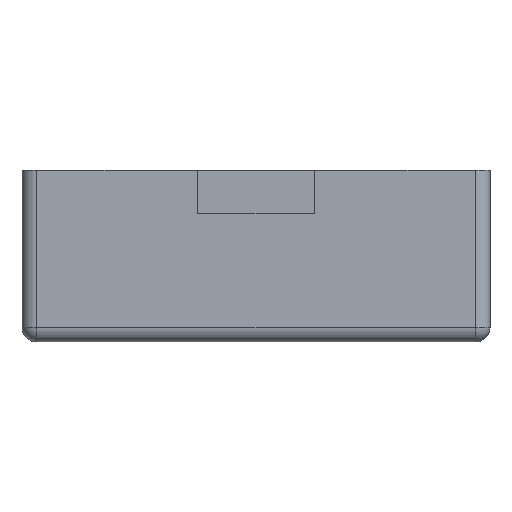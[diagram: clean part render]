
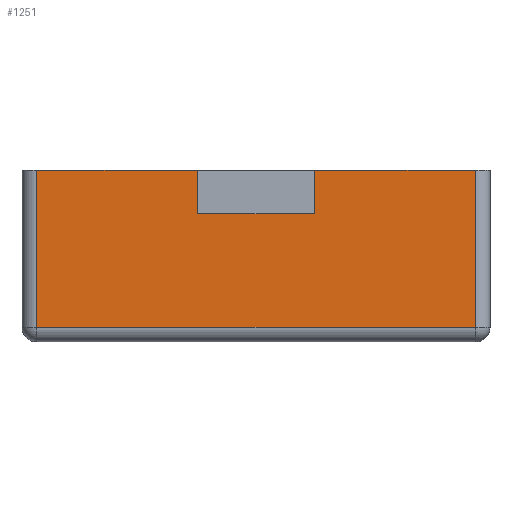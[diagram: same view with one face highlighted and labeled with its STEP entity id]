
A CAD part, front view. The second image highlights one B-rep face of the part: STEP entity #1251.
In plain terms, the highlighted planar face has unit normal (0, -1, 0).
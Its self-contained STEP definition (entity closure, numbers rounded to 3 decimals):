
#79=FACE_OUTER_BOUND('',#152,.T.);
#152=EDGE_LOOP('',(#871,#872,#873,#874,#875,#876,#877,#878));
#249=LINE('',#1839,#405);
#252=LINE('',#1845,#408);
#255=LINE('',#1851,#411);
#257=LINE('',#1855,#413);
#258=LINE('',#1857,#414);
#259=LINE('',#1859,#415);
#260=LINE('',#1861,#416);
#261=LINE('',#1862,#417);
#405=VECTOR('',#1470,10.);
#408=VECTOR('',#1475,10.);
#411=VECTOR('',#1480,10.);
#413=VECTOR('',#1484,10.);
#414=VECTOR('',#1485,10.);
#415=VECTOR('',#1486,10.);
#416=VECTOR('',#1487,10.);
#417=VECTOR('',#1488,10.);
#565=VERTEX_POINT('',#1836);
#566=VERTEX_POINT('',#1838);
#568=VERTEX_POINT('',#1844);
#570=VERTEX_POINT('',#1850);
#571=VERTEX_POINT('',#1854);
#572=VERTEX_POINT('',#1856);
#573=VERTEX_POINT('',#1858);
#574=VERTEX_POINT('',#1860);
#681=EDGE_CURVE('',#566,#565,#249,.T.);
#684=EDGE_CURVE('',#568,#566,#252,.T.);
#687=EDGE_CURVE('',#570,#568,#255,.T.);
#689=EDGE_CURVE('',#565,#571,#257,.T.);
#690=EDGE_CURVE('',#572,#571,#258,.T.);
#691=EDGE_CURVE('',#573,#572,#259,.T.);
#692=EDGE_CURVE('',#574,#573,#260,.T.);
#693=EDGE_CURVE('',#574,#570,#261,.T.);
#871=ORIENTED_EDGE('',*,*,#687,.T.);
#872=ORIENTED_EDGE('',*,*,#684,.T.);
#873=ORIENTED_EDGE('',*,*,#681,.T.);
#874=ORIENTED_EDGE('',*,*,#689,.T.);
#875=ORIENTED_EDGE('',*,*,#690,.F.);
#876=ORIENTED_EDGE('',*,*,#691,.F.);
#877=ORIENTED_EDGE('',*,*,#692,.F.);
#878=ORIENTED_EDGE('',*,*,#693,.T.);
#1198=PLANE('',#1339);
#1251=ADVANCED_FACE('',(#79),#1198,.T.);
#1339=AXIS2_PLACEMENT_3D('',#1853,#1482,#1483);
#1470=DIRECTION('',(0.,0.,1.));
#1475=DIRECTION('',(-1.,0.,0.));
#1480=DIRECTION('',(0.,0.,-1.));
#1482=DIRECTION('center_axis',(0.,-1.,0.));
#1483=DIRECTION('ref_axis',(-1.,0.,0.));
#1484=DIRECTION('',(-1.,0.,0.));
#1485=DIRECTION('',(0.,0.,1.));
#1486=DIRECTION('',(-1.,0.,0.));
#1487=DIRECTION('',(0.,0.,-1.));
#1488=DIRECTION('',(-1.,0.,0.));
#1836=CARTESIAN_POINT('',(13.107,34.782,9.053));
#1838=CARTESIAN_POINT('',(13.107,34.782,6.053));
#1839=CARTESIAN_POINT('',(13.107,34.782,8.053));
#1844=CARTESIAN_POINT('',(21.107,34.782,6.053));
#1845=CARTESIAN_POINT('',(26.035,34.782,6.053));
#1850=CARTESIAN_POINT('',(21.107,34.782,9.053));
#1851=CARTESIAN_POINT('',(21.107,34.782,9.553));
#1853=CARTESIAN_POINT('Origin',(30.963,34.782,10.053));
#1854=CARTESIAN_POINT('',(2.101,34.782,9.053));
#1855=CARTESIAN_POINT('',(-5.149,34.782,9.053));
#1856=CARTESIAN_POINT('',(2.101,34.782,-1.698));
#1857=CARTESIAN_POINT('',(2.101,34.782,6.615));
#1858=CARTESIAN_POINT('',(32.113,34.782,-1.698));
#1859=CARTESIAN_POINT('',(24.035,34.782,-1.698));
#1860=CARTESIAN_POINT('',(32.113,34.782,9.053));
#1861=CARTESIAN_POINT('',(32.113,34.782,10.053));
#1862=CARTESIAN_POINT('',(-5.149,34.782,9.053));
